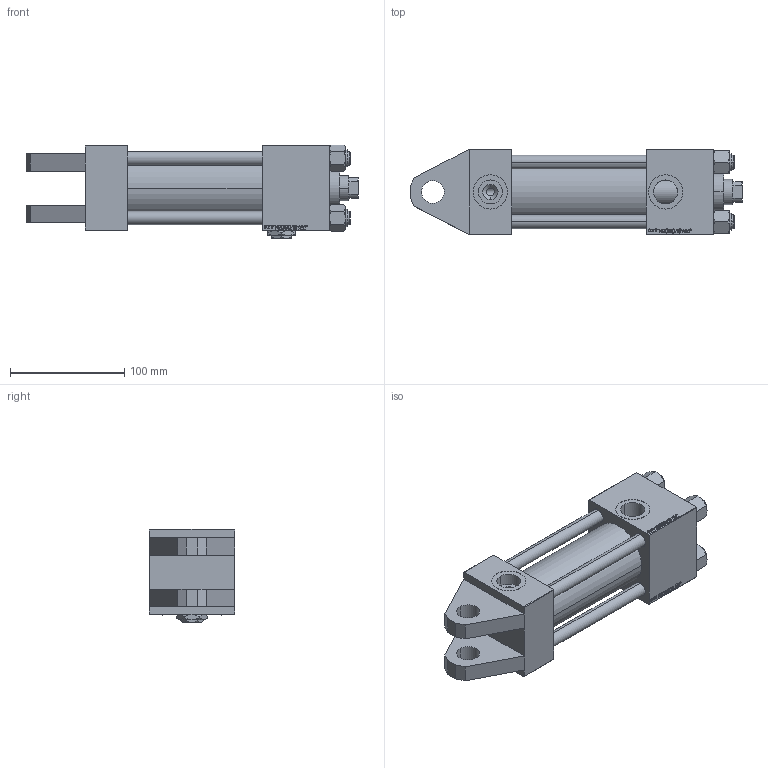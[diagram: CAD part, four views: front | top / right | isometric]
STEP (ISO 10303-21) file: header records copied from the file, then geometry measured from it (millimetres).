
FILE_DESCRIPTION (( 'STEP AP203' ), '1' );
FILE_NAME ('6e82.STEP', '2022-04-16T04:01:01', ( '' ), ( '' ), 'SwSTEP 2.0', 'SolidWorks 2019', '' );
FILE_SCHEMA (( 'CONFIG_CONTROL_DESIGN' ));
Length unit declared in the file: millimetre
Products named in the file (7): NUT_M5_H 641cb5ba526faaf746feea930dee3d73; V215_VC_A 641cb5ba526faaf746feea930dee3d73; V215CR_VCP_H 641cb5ba526faaf746feea930dee3d73; V215CR_TYCINKA_H 641cb5ba526faaf746feea930dee3d73; V215CR_H_Body 641cb5ba526faaf746feea930dee3d73; Zatka_pro_OIL_PORT 641cb5ba526faaf746feea930dee3d73; 6e82
Assembly tree (12 placements, depth 2):
  6e82
    V215CR_H_Body 641cb5ba526faaf746feea930dee3d73
    V215CR_VCP_H 641cb5ba526faaf746feea930dee3d73
    V215CR_TYCINKA_H 641cb5ba526faaf746feea930dee3d73  x4
    NUT_M5_H 641cb5ba526faaf746feea930dee3d73  x4
    V215_VC_A 641cb5ba526faaf746feea930dee3d73
    Zatka_pro_OIL_PORT 641cb5ba526faaf746feea930dee3d73
Bounding box: 291 x 75 x 82.27 mm (x, y, z)
Volume: 810653.8 mm3; surface area: 198020 mm2
Topology: 12 solids, 12 shells, 1184 faces, 2964 edges, 1915 vertices
Faces by surface type: plane 541, bspline 392, cone 152, cylinder 91, torus 8
Entity records: 51611 total; most frequent: CARTESIAN_POINT 27633, ORIENTED_EDGE 5412, DIRECTION 3440, EDGE_CURVE 2706, VERTEX_POINT 1771, LINE 1616, VECTOR 1616, EDGE_LOOP 1197
